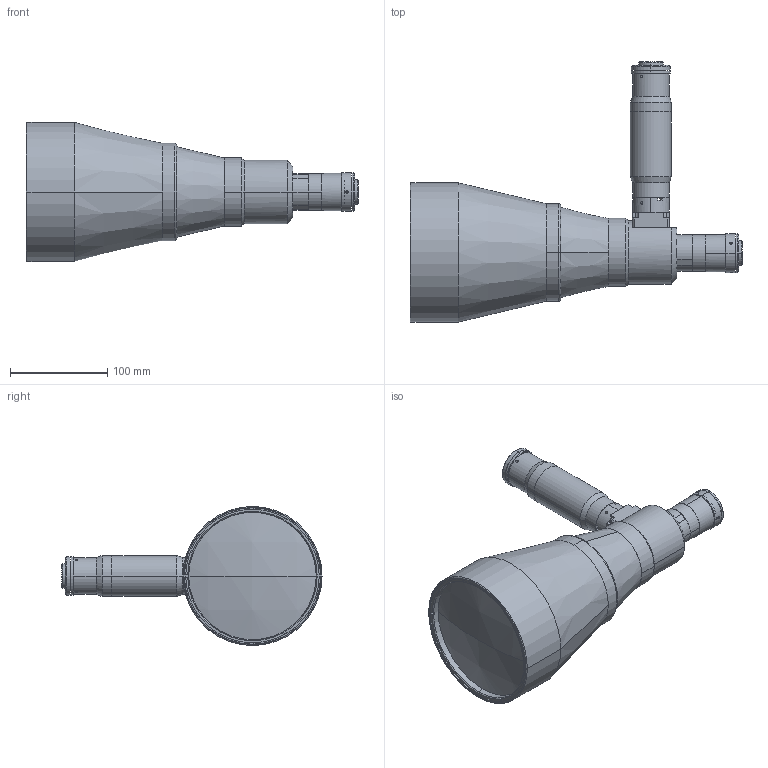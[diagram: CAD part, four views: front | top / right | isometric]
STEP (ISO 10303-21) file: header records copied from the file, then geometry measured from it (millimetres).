
FILE_DESCRIPTION (( 'STEP AP214' ), '1' );
FILE_NAME ('TCDP23C4XC096.STEP', '2015-10-15T09:05:01', ( '' ), ( '' ), 'SwSTEP 2.0', 'SolidWorks 2013', '' );
FILE_SCHEMA (( 'AUTOMOTIVE_DESIGN' ));
Length unit declared in the file: millimetre
Products named in the file (1): TCDP23C4XC096
Bounding box: 341.21 x 267.28 x 143 mm (x, y, z)
Surface area: 167416.6 mm2 (no closed solid volume)
Topology: 0 solids, 19 shells, 201 faces, 583 edges, 405 vertices
Faces by surface type: cylinder 95, plane 68, cone 32, torus 4, sphere 2
Entity records: 9572 total; most frequent: CARTESIAN_POINT 1930, DIRECTION 1210, ORIENTED_EDGE 970, EDGE_CURVE 583, AXIS2_PLACEMENT_3D 481, VERTEX_POINT 405, CIRCLE 279, EDGE_LOOP 254
